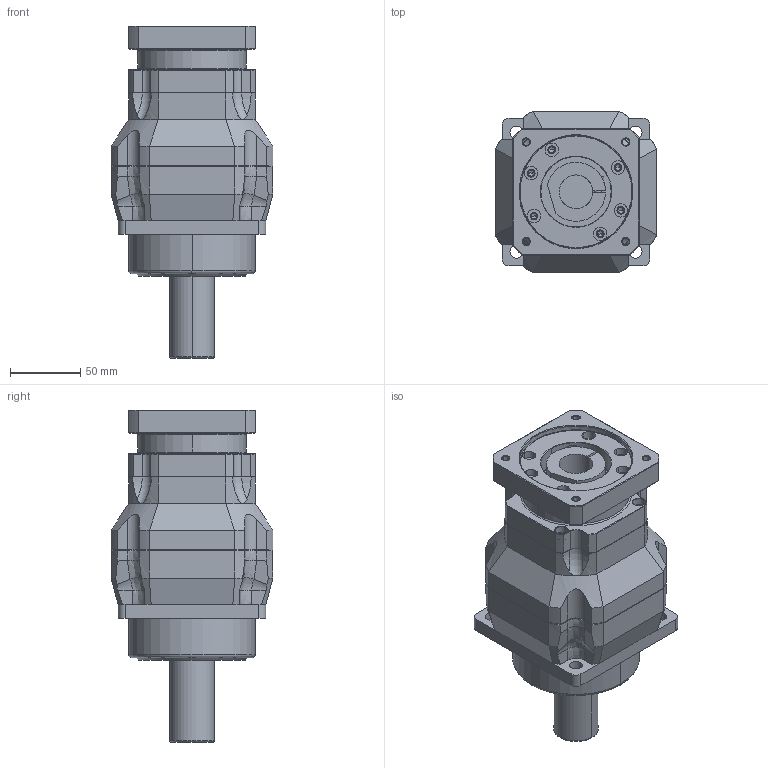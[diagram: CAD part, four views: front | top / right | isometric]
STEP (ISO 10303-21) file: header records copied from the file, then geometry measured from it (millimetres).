
FILE_DESCRIPTION((''),'2;1');
FILE_NAME('AF1002-P0403300603_ASM','2008-09-19T',('d00080'),(''),'PRO/ENGINEER BY PARAMETRIC TECHNOLOGY CORPORATION, 2006170','PRO/ENGINEER BY PARAMETRIC TECHNOLOGY CORPORATION, 2006170','');
FILE_SCHEMA(('CONFIG_CONTROL_DESIGN'));
Length unit declared in the file: millimetre
Products named in the file (5): AF1002; AB1152-1; P1301300001; P0403300603; AF1002-P0403300603_ASM
Assembly tree (4 placements, depth 2):
  AF1002-P0403300603_ASM
    AF1002
    AB1152-1
    P1301300001
    P0403300603
Bounding box: 115 x 115 x 236 mm (x, y, z)
Volume: 1425002.7 mm3; surface area: 162571 mm2
Topology: 4 solids, 16 shells, 559 faces, 1321 edges, 795 vertices
Faces by surface type: cylinder 203, plane 146, cone 110, torus 60, bspline 40
Entity records: 18544 total; most frequent: CARTESIAN_POINT 5550, DIRECTION 2809, ORIENTED_EDGE 2564, EDGE_CURVE 1307, AXIS2_PLACEMENT_3D 1139, VERTEX_POINT 795, EDGE_LOOP 642, CIRCLE 605
